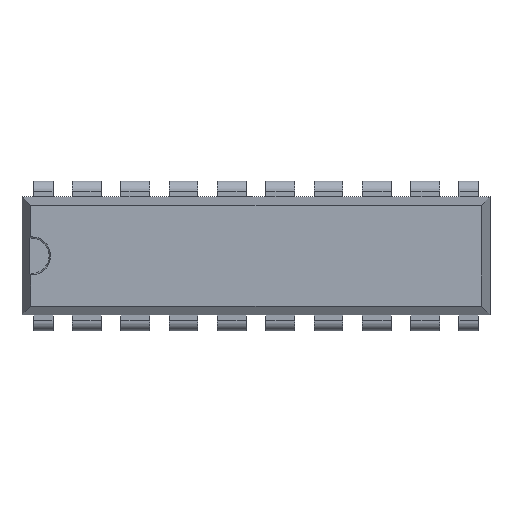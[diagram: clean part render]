
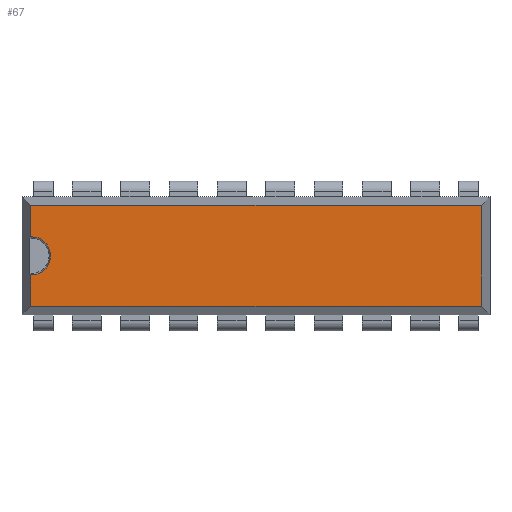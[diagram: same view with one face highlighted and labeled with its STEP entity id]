
A CAD part, top view. The second image highlights one B-rep face of the part: STEP entity #67.
In plain terms, the highlighted planar face has unit normal (0, 0, 1).
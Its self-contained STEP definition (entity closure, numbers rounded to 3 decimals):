
#67=ADVANCED_FACE('',(#2855),#2857,.T.);
#2855=FACE_BOUND('',#2856,.T.);
#2856=EDGE_LOOP('',(#5066,#5067,#5068,#5069,#5070,#5071,#5072,#5073));
#2857=PLANE('',#2858);
#2858=AXIS2_PLACEMENT_3D('',#2859,#2860,#2861);
#2859=CARTESIAN_POINT('',(1.27,0.71,4.36));
#2860=DIRECTION('',(0.,-0.,1.));
#2861=DIRECTION('',(0.,1.,0.));
#5066=ORIENTED_EDGE('',*,*,#6778,.T.);
#5067=ORIENTED_EDGE('',*,*,#6777,.F.);
#5068=ORIENTED_EDGE('',*,*,#6779,.F.);
#5069=ORIENTED_EDGE('',*,*,#6780,.T.);
#5070=ORIENTED_EDGE('',*,*,#6781,.T.);
#5071=ORIENTED_EDGE('',*,*,#6773,.F.);
#5072=ORIENTED_EDGE('',*,*,#6782,.T.);
#5073=ORIENTED_EDGE('',*,*,#6783,.T.);
#6773=EDGE_CURVE('',#7631,#7633,#7634,.T.);
#6777=EDGE_CURVE('',#7639,#7626,#7641,.T.);
#6778=EDGE_CURVE('',#7642,#7626,#7643,.F.);
#6779=EDGE_CURVE('',#7644,#7639,#7645,.T.);
#6780=EDGE_CURVE('',#7644,#7646,#7647,.T.);
#6781=EDGE_CURVE('',#7646,#7633,#7648,.T.);
#6782=EDGE_CURVE('',#7631,#7649,#7650,.F.);
#6783=EDGE_CURVE('',#7649,#7642,#7651,.F.);
#7626=VERTEX_POINT('',#9050);
#7631=VERTEX_POINT('',#9059);
#7633=VERTEX_POINT('',#9063);
#7634=LINE('',#9064,#9065);
#7639=VERTEX_POINT('',#9075);
#7641=LINE('',#9079,#9080);
#7642=VERTEX_POINT('',#9082);
#7643=LINE('',#9083,#9084);
#7644=VERTEX_POINT('',#9086);
#7645=LINE('',#9087,#9088);
#7646=VERTEX_POINT('',#9090);
#7647=LINE('',#9091,#9092);
#7648=LINE('',#9094,#9095);
#7649=VERTEX_POINT('',#9097);
#7650=LINE('',#9098,#9099);
#7651=CIRCLE('',#9101,1.);
#9050=CARTESIAN_POINT('',(-0.42,2.81,4.36));
#9059=CARTESIAN_POINT('',(-0.42,4.81,4.36));
#9063=CARTESIAN_POINT('',(-0.42,6.46,4.36));
#9064=CARTESIAN_POINT('',(-0.42,4.81,4.36));
#9065=VECTOR('',#9066,1.);
#9066=DIRECTION('',(0.,1.,0.));
#9075=CARTESIAN_POINT('',(-0.42,1.16,4.36));
#9079=CARTESIAN_POINT('',(-0.42,1.16,4.36));
#9080=VECTOR('',#9081,1.);
#9081=DIRECTION('',(0.,1.,0.));
#9082=CARTESIAN_POINT('',(-0.37,2.81,4.36));
#9083=CARTESIAN_POINT('',(-0.42,2.81,4.36));
#9084=VECTOR('',#9085,1.);
#9085=DIRECTION('',(1.,0.,0.));
#9086=CARTESIAN_POINT('',(23.28,1.16,4.36));
#9087=CARTESIAN_POINT('',(23.28,1.16,4.36));
#9088=VECTOR('',#9089,1.);
#9089=DIRECTION('',(-1.,0.,0.));
#9090=CARTESIAN_POINT('',(23.28,6.46,4.36));
#9091=CARTESIAN_POINT('',(23.28,1.16,4.36));
#9092=VECTOR('',#9093,1.);
#9093=DIRECTION('',(0.,1.,0.));
#9094=CARTESIAN_POINT('',(23.28,6.46,4.36));
#9095=VECTOR('',#9096,1.);
#9096=DIRECTION('',(-1.,0.,0.));
#9097=CARTESIAN_POINT('',(-0.37,4.81,4.36));
#9098=CARTESIAN_POINT('',(-0.37,4.81,4.36));
#9099=VECTOR('',#9100,1.);
#9100=DIRECTION('',(-1.,0.,0.));
#9101=AXIS2_PLACEMENT_3D('',#9102,#9103,#9104);
#9102=CARTESIAN_POINT('',(-0.37,3.81,4.36));
#9103=DIRECTION('',(0.,0.,1.));
#9104=DIRECTION('',(0.,-1.,0.));
